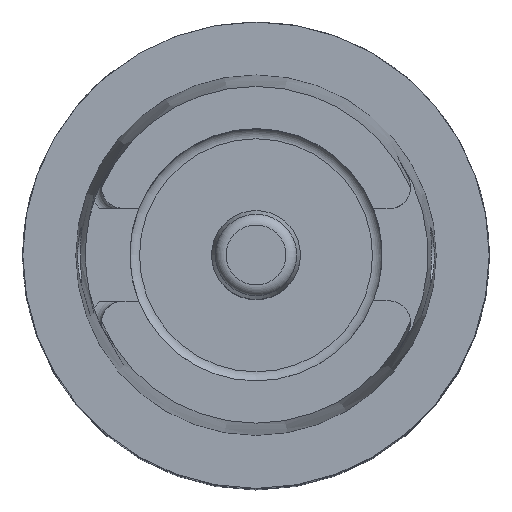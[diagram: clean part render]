
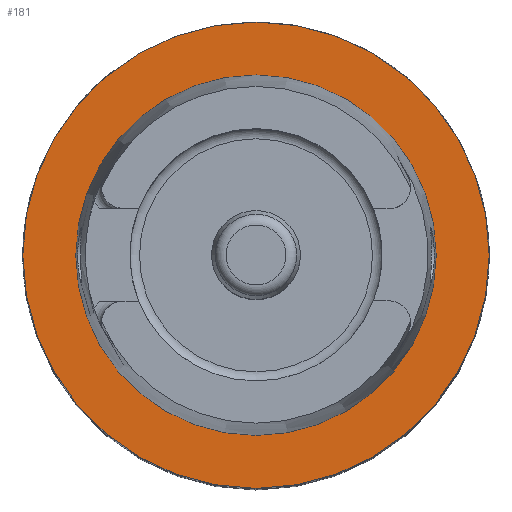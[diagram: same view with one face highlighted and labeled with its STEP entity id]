
A CAD part, top view. The second image highlights one B-rep face of the part: STEP entity #181.
In plain terms, the highlighted planar face has unit normal (0, 0, 1).
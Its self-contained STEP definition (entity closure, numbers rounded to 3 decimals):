
#61=PLANE('',#1453);
#181=ADVANCED_FACE('',(#254,#255),#61,.F.);
#254=FACE_BOUND('',#342,.T.);
#255=FACE_BOUND('',#343,.T.);
#342=EDGE_LOOP('',(#726));
#343=EDGE_LOOP('',(#727));
#442=CIRCLE('',#1387,31.47);
#467=CIRCLE('',#1452,24.321);
#726=ORIENTED_EDGE('',*,*,#1022,.F.);
#727=ORIENTED_EDGE('',*,*,#1118,.F.);
#890=VERTEX_POINT('',#1975);
#951=VERTEX_POINT('',#2232);
#1022=EDGE_CURVE('',#890,#890,#442,.T.);
#1118=EDGE_CURVE('',#951,#951,#467,.T.);
#1387=AXIS2_PLACEMENT_3D('',#1974,#1552,#1553);
#1452=AXIS2_PLACEMENT_3D('',#2231,#1741,#1742);
#1453=AXIS2_PLACEMENT_3D('',#2233,#1743,#1744);
#1552=DIRECTION('',(0.,0.,-1.));
#1553=DIRECTION('',(-1.,0.,0.));
#1741=DIRECTION('',(0.,0.,1.));
#1742=DIRECTION('',(-1.,0.,0.));
#1743=DIRECTION('',(0.,0.,-1.));
#1744=DIRECTION('',(-1.,0.,0.));
#1974=CARTESIAN_POINT('',(0.,0.,0.));
#1975=CARTESIAN_POINT('',(-31.47,0.,0.));
#2231=CARTESIAN_POINT('',(0.,0.,0.));
#2232=CARTESIAN_POINT('',(-24.321,0.,0.));
#2233=CARTESIAN_POINT('',(0.,-25.43,0.));
